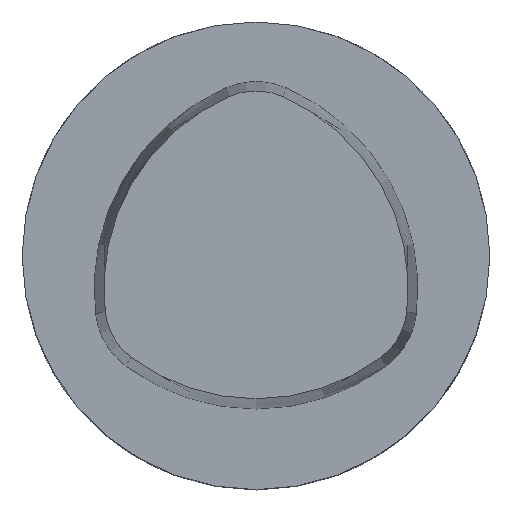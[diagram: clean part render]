
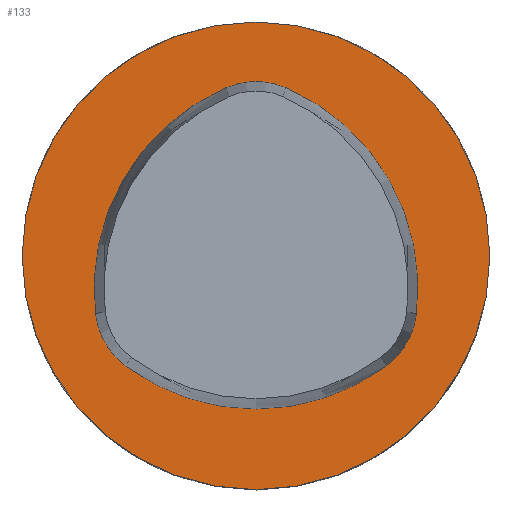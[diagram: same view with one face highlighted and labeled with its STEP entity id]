
A CAD part, top view. The second image highlights one B-rep face of the part: STEP entity #133.
In plain terms, the highlighted planar face has unit normal (0, 0, 1).
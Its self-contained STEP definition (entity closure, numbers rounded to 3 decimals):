
#133=ADVANCED_FACE('',(#225),#181,.T.);
#181=PLANE('',#1031);
#225=FACE_OUTER_BOUND('',#284,.T.);
#284=EDGE_LOOP('',(#482));
#328=CIRCLE('',#1025,25.);
#482=ORIENTED_EDGE('',*,*,#749,.T.);
#645=VERTEX_POINT('',#1527);
#749=EDGE_CURVE('',#645,#645,#328,.T.);
#1025=AXIS2_PLACEMENT_3D('',#1526,#1235,#1236);
#1031=AXIS2_PLACEMENT_3D('',#1545,#1251,#1252);
#1235=DIRECTION('',(0.,0.,1.));
#1236=DIRECTION('',(-1.,0.,0.));
#1251=DIRECTION('',(0.,0.,1.));
#1252=DIRECTION('',(-1.,0.,0.));
#1526=CARTESIAN_POINT('',(0.,0.,0.));
#1527=CARTESIAN_POINT('',(-25.,0.,0.));
#1545=CARTESIAN_POINT('',(0.,0.,0.));
